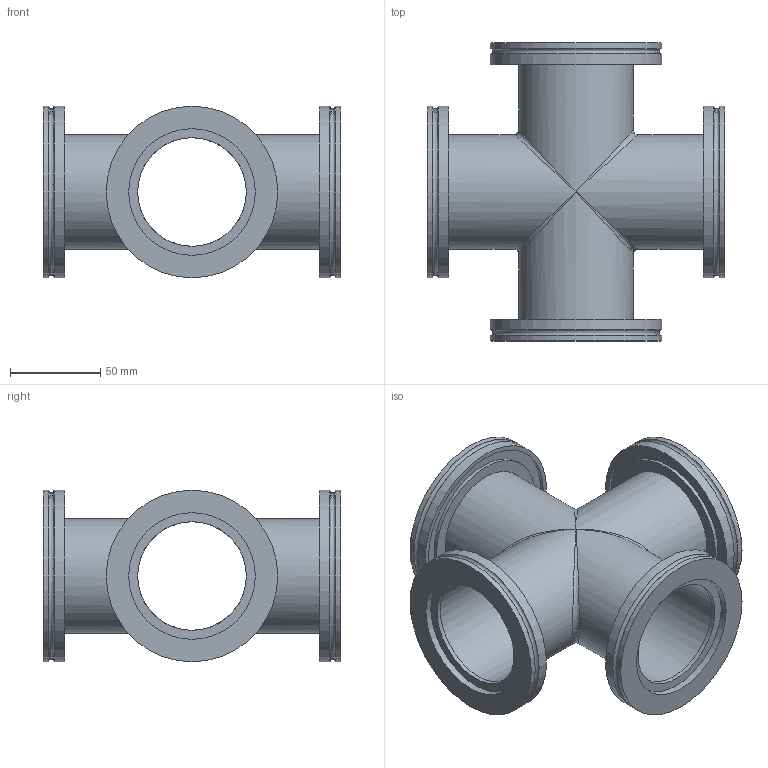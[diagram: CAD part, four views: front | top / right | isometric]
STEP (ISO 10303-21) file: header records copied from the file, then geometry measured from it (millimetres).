
FILE_DESCRIPTION (( 'STEP AP214' ), '1' );
FILE_NAME ('X41ISOK63 Fullvac.STEP', '2020-05-04T11:54:58', ( '' ), ( '' ), 'SwSTEP 2.0', 'SolidWorks 2017', '' );
FILE_SCHEMA (( 'AUTOMOTIVE_DESIGN' ));
Length unit declared in the file: millimetre
Products named in the file (3): X41ISOK63 Fullvac; 2^X41ISOK63 Fullvac; 1^X41ISOK63 Fullvac
Assembly tree (5 placements, depth 2):
  X41ISOK63 Fullvac
    1^X41ISOK63 Fullvac
    2^X41ISOK63 Fullvac  x4
Bounding box: 165 x 165 x 95 mm (x, y, z)
Volume: 233471.8 mm3; surface area: 152976.6 mm2
Topology: 5 solids, 5 shells, 84 faces, 180 edges, 104 vertices
Faces by surface type: cylinder 36, plane 28, bspline 16, cone 4
Full cylindrical faces by diameter (mm): 60.2 x8, 63.5 x4, 63.8 x4, 70.1 x4, 77.2 x4, 89.9 x4, 95 x8
Entity records: 5563 total; most frequent: CARTESIAN_POINT 4496, DIRECTION 114, ORIENTED_EDGE 80, EDGE_LOOP 64, AXIS2_PLACEMENT_3D 57, FACE_OUTER_BOUND 53, UNCERTAINTY_MEASURE_WITH_UNIT 43, SURFACE_STYLE_USAGE 40
